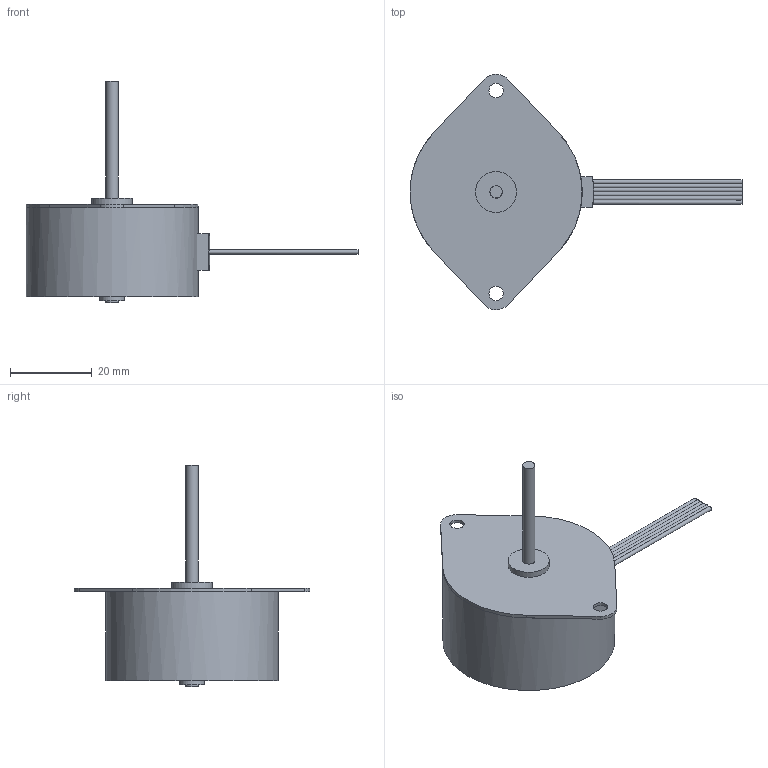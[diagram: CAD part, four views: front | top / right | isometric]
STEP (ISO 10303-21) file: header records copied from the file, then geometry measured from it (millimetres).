
FILE_DESCRIPTION((''),'2;1');
FILE_NAME('LSP4275M.stp','2012-12-06T14:58:01',('wei_j'),(''),'Autodesk Inventor 2010','Autodesk Inventor 2010','');
FILE_SCHEMA(('AUTOMOTIVE_DESIGN { 1 0 10303 214 1 1 1 1 }'));
Length unit declared in the file: millimetre
Products named in the file (1): LSP4275M
Bounding box: 81 x 57.49 x 54 mm (x, y, z)
Volume: 32035.1 mm3; surface area: 7263.7 mm2
Topology: 1 solids, 1 shells, 44 faces, 92 edges, 50 vertices
Faces by surface type: cylinder 22, plane 22
Full cylindrical faces by diameter (mm): 1 x2, 3 x2, 3.5 x2, 6 x1, 10 x1, 42 x1
Entity records: 1311 total; most frequent: CARTESIAN_POINT 378, DIRECTION 200, ORIENTED_EDGE 164, AXIS2_PLACEMENT_3D 83, EDGE_CURVE 82, EDGE_LOOP 61, VERTEX_POINT 48, FACE_OUTER_BOUND 44
